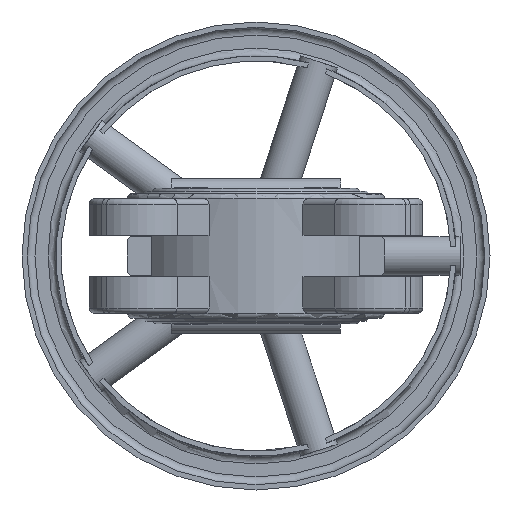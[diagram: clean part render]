
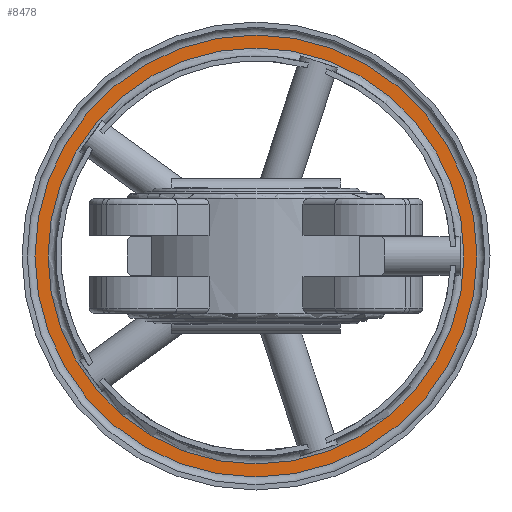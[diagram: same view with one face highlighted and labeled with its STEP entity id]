
A CAD part, front view. The second image highlights one B-rep face of the part: STEP entity #8478.
In plain terms, the highlighted planar face has unit normal (0, -1, 0).
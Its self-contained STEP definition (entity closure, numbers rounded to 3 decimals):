
#293=FACE_BOUND('',#1527,.T.);
#510=PLANE('',#9514);
#997=FACE_OUTER_BOUND('',#1526,.T.);
#1526=EDGE_LOOP('',(#7462));
#1527=EDGE_LOOP('',(#7463));
#1898=CIRCLE('',#9476,80.);
#1920=CIRCLE('',#9515,85.);
#3977=VERTEX_POINT('',#16376);
#3980=VERTEX_POINT('',#16419);
#5122=EDGE_CURVE('',#3977,#3977,#1898,.T.);
#5144=EDGE_CURVE('',#3980,#3980,#1920,.T.);
#7462=ORIENTED_EDGE('',*,*,#5144,.F.);
#7463=ORIENTED_EDGE('',*,*,#5122,.T.);
#8478=ADVANCED_FACE('',(#997,#293),#510,.T.);
#9476=AXIS2_PLACEMENT_3D('',#16378,#11638,#11639);
#9514=AXIS2_PLACEMENT_3D('',#16418,#11714,#11715);
#9515=AXIS2_PLACEMENT_3D('',#16420,#11716,#11717);
#11638=DIRECTION('center_axis',(0.,1.,0.));
#11639=DIRECTION('ref_axis',(1.,0.,0.));
#11714=DIRECTION('center_axis',(0.,-1.,0.));
#11715=DIRECTION('ref_axis',(0.,0.,-1.));
#11716=DIRECTION('center_axis',(0.,1.,0.));
#11717=DIRECTION('ref_axis',(1.,0.,0.));
#16376=CARTESIAN_POINT('',(0.,15.499,-80.));
#16378=CARTESIAN_POINT('Origin',(0.,15.499,0.));
#16418=CARTESIAN_POINT('Origin',(85.,15.499,0.));
#16419=CARTESIAN_POINT('',(0.,15.499,-85.));
#16420=CARTESIAN_POINT('Origin',(0.,15.499,0.));
